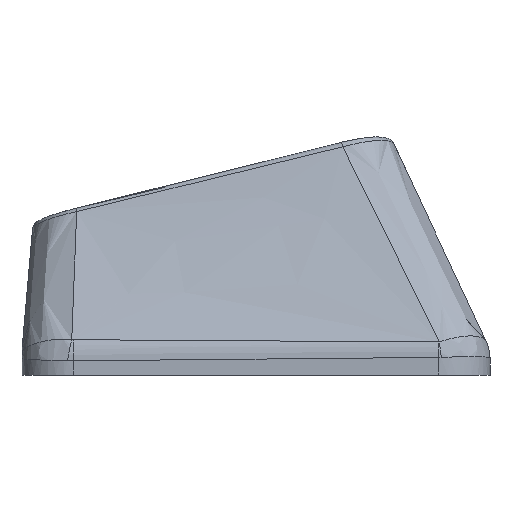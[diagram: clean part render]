
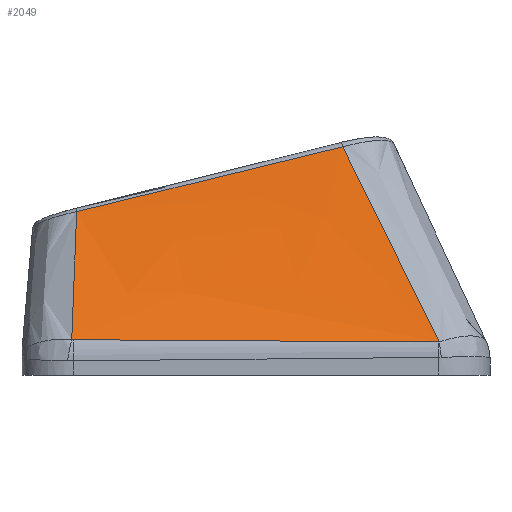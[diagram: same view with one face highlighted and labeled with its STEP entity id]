
A CAD part, left-side view. The second image highlights one B-rep face of the part: STEP entity #2049.
In plain terms, the highlighted free-form (B-spline) face has degree [3, 3] with [4, 4] control points.
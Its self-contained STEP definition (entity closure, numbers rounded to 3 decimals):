
#366=FACE_OUTER_BOUND('',#483,.T.);
#483=EDGE_LOOP('',(#1490,#1491,#1492,#1493,#1494,#1495));
#645=B_SPLINE_CURVE_WITH_KNOTS('',3,(#3550,#3551,#3552,#3553),
 .UNSPECIFIED.,.F.,.F.,(4,4),(0.,0.003),
 .UNSPECIFIED.);
#647=B_SPLINE_CURVE_WITH_KNOTS('',3,(#3577,#3578,#3579,#3580),
 .UNSPECIFIED.,.F.,.F.,(4,4),(0.,1.416),.UNSPECIFIED.);
#649=B_SPLINE_CURVE_WITH_KNOTS('',3,(#3604,#3605,#3606,#3607),
 .UNSPECIFIED.,.F.,.F.,(4,4),(0.,0.006),
 .UNSPECIFIED.);
#664=B_SPLINE_CURVE_WITH_KNOTS('',3,(#3889,#3890,#3891,#3892),
 .UNSPECIFIED.,.F.,.F.,(4,4),(0.025,0.932),
 .UNSPECIFIED.);
#665=B_SPLINE_CURVE_WITH_KNOTS('',3,(#3894,#3895,#3896,#3897),
 .UNSPECIFIED.,.F.,.F.,(4,4),(-1.062,0.),
 .UNSPECIFIED.);
#666=B_SPLINE_CURVE_WITH_KNOTS('',3,(#3898,#3899,#3900,#3901),
 .UNSPECIFIED.,.F.,.F.,(4,4),(-0.613,-0.019),
 .UNSPECIFIED.);
#829=VERTEX_POINT('',#3512);
#831=VERTEX_POINT('',#3543);
#833=VERTEX_POINT('',#3570);
#835=VERTEX_POINT('',#3597);
#851=VERTEX_POINT('',#3888);
#852=VERTEX_POINT('',#3893);
#1066=EDGE_CURVE('',#829,#831,#645,.T.);
#1069=EDGE_CURVE('',#831,#833,#647,.T.);
#1072=EDGE_CURVE('',#833,#835,#649,.T.);
#1096=EDGE_CURVE('',#851,#829,#664,.T.);
#1097=EDGE_CURVE('',#852,#851,#665,.T.);
#1098=EDGE_CURVE('',#835,#852,#666,.T.);
#1490=ORIENTED_EDGE('',*,*,#1072,.F.);
#1491=ORIENTED_EDGE('',*,*,#1069,.F.);
#1492=ORIENTED_EDGE('',*,*,#1066,.F.);
#1493=ORIENTED_EDGE('',*,*,#1096,.F.);
#1494=ORIENTED_EDGE('',*,*,#1097,.F.);
#1495=ORIENTED_EDGE('',*,*,#1098,.F.);
#1993=B_SPLINE_SURFACE_WITH_KNOTS('',3,3,((#3872,#3873,#3874,#3875),(#3876,
#3877,#3878,#3879),(#3880,#3881,#3882,#3883),(#3884,#3885,#3886,#3887)),
 .UNSPECIFIED.,.F.,.F.,.F.,(4,4),(4,4),(0.102,0.894),
(0.026,0.965),.UNSPECIFIED.);
#2049=ADVANCED_FACE('',(#366),#1993,.T.);
#3512=CARTESIAN_POINT('',(-18.481,-7.105,0.287));
#3543=CARTESIAN_POINT('',(-18.481,-7.077,0.285));
#3550=CARTESIAN_POINT('Ctrl Pts',(-18.481,-7.105,0.287));
#3551=CARTESIAN_POINT('Ctrl Pts',(-18.481,-7.096,0.285));
#3552=CARTESIAN_POINT('Ctrl Pts',(-18.482,-7.086,0.285));
#3553=CARTESIAN_POINT('Ctrl Pts',(-18.481,-7.077,0.285));
#3570=CARTESIAN_POINT('',(-18.362,7.091,0.373));
#3577=CARTESIAN_POINT('Ctrl Pts',(-18.481,-7.077,0.285));
#3578=CARTESIAN_POINT('Ctrl Pts',(-18.457,-2.355,0.309));
#3579=CARTESIAN_POINT('Ctrl Pts',(-18.426,2.367,0.338));
#3580=CARTESIAN_POINT('Ctrl Pts',(-18.362,7.091,0.373));
#3597=CARTESIAN_POINT('',(-18.358,7.15,0.379));
#3604=CARTESIAN_POINT('Ctrl Pts',(-18.362,7.091,0.373));
#3605=CARTESIAN_POINT('Ctrl Pts',(-18.362,7.111,0.373));
#3606=CARTESIAN_POINT('Ctrl Pts',(-18.361,7.131,0.375));
#3607=CARTESIAN_POINT('Ctrl Pts',(-18.358,7.15,0.379));
#3872=CARTESIAN_POINT('Ctrl Pts',(-15.143,-3.782,7.961));
#3873=CARTESIAN_POINT('Ctrl Pts',(-16.256,-4.89,5.402));
#3874=CARTESIAN_POINT('Ctrl Pts',(-17.369,-5.998,2.844));
#3875=CARTESIAN_POINT('Ctrl Pts',(-18.482,-7.106,0.285));
#3876=CARTESIAN_POINT('Ctrl Pts',(-15.143,-0.129,
7.075));
#3877=CARTESIAN_POINT('Ctrl Pts',(-16.256,-0.871,
4.801));
#3878=CARTESIAN_POINT('Ctrl Pts',(-17.369,-1.613,2.527));
#3879=CARTESIAN_POINT('Ctrl Pts',(-18.482,-2.354,0.253));
#3880=CARTESIAN_POINT('Ctrl Pts',(-15.143,3.523,6.189));
#3881=CARTESIAN_POINT('Ctrl Pts',(-16.256,3.148,4.2));
#3882=CARTESIAN_POINT('Ctrl Pts',(-17.369,2.773,2.211));
#3883=CARTESIAN_POINT('Ctrl Pts',(-18.482,2.397,0.222));
#3884=CARTESIAN_POINT('Ctrl Pts',(-15.143,7.175,5.303));
#3885=CARTESIAN_POINT('Ctrl Pts',(-16.256,7.166,3.599));
#3886=CARTESIAN_POINT('Ctrl Pts',(-17.369,7.158,1.894));
#3887=CARTESIAN_POINT('Ctrl Pts',(-18.482,7.149,0.19));
#3888=CARTESIAN_POINT('',(-15.143,-3.359,7.858));
#3889=CARTESIAN_POINT('Ctrl Pts',(-15.143,-3.359,7.858));
#3890=CARTESIAN_POINT('Ctrl Pts',(-16.27,-4.619,5.344));
#3891=CARTESIAN_POINT('Ctrl Pts',(-17.379,-5.865,2.818));
#3892=CARTESIAN_POINT('Ctrl Pts',(-18.481,-7.105,0.287));
#3893=CARTESIAN_POINT('',(-15.151,6.959,5.343));
#3894=CARTESIAN_POINT('Ctrl Pts',(-15.151,6.959,5.343));
#3895=CARTESIAN_POINT('Ctrl Pts',(-15.15,3.518,6.176));
#3896=CARTESIAN_POINT('Ctrl Pts',(-15.146,0.079,
7.016));
#3897=CARTESIAN_POINT('Ctrl Pts',(-15.143,-3.359,7.858));
#3898=CARTESIAN_POINT('Ctrl Pts',(-18.358,7.15,0.379));
#3899=CARTESIAN_POINT('Ctrl Pts',(-17.281,7.07,2.03));
#3900=CARTESIAN_POINT('Ctrl Pts',(-16.212,7.003,3.685));
#3901=CARTESIAN_POINT('Ctrl Pts',(-15.151,6.959,5.343));
